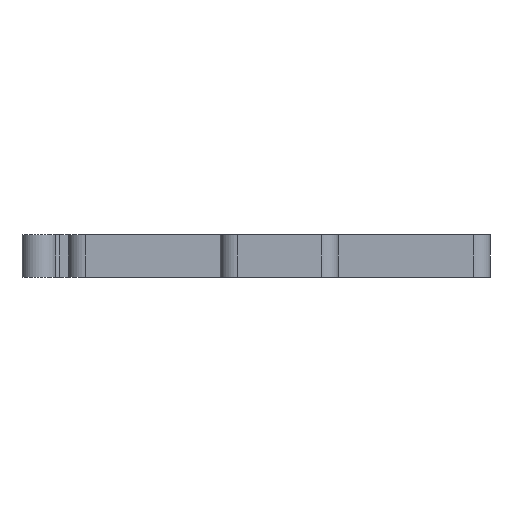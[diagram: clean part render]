
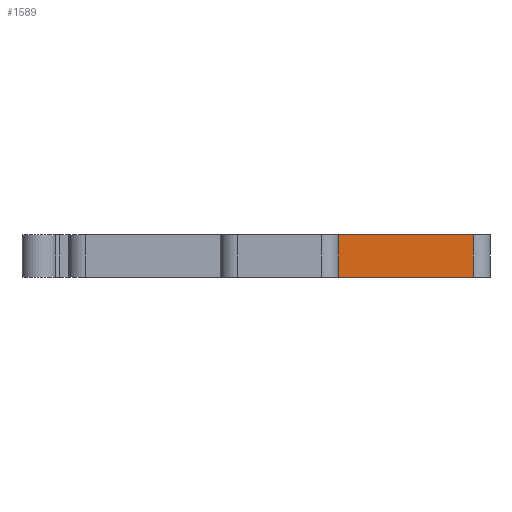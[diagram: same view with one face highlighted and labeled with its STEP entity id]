
A CAD part, front view. The second image highlights one B-rep face of the part: STEP entity #1589.
In plain terms, the highlighted planar face has unit normal (0, -1, 0).
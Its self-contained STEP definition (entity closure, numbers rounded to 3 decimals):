
#109=PLANE('',#1762);
#166=FACE_OUTER_BOUND('',#251,.T.);
#251=EDGE_LOOP('',(#1387,#1388,#1389,#1390));
#303=LINE('',#2378,#452);
#389=LINE('',#2648,#538);
#397=LINE('',#2679,#546);
#403=LINE('',#2691,#552);
#452=VECTOR('',#1883,10.);
#538=VECTOR('',#2135,10.);
#546=VECTOR('',#2165,10.);
#552=VECTOR('',#2183,10.);
#708=VERTEX_POINT('',#2375);
#709=VERTEX_POINT('',#2377);
#809=VERTEX_POINT('',#2645);
#810=VERTEX_POINT('',#2647);
#868=EDGE_CURVE('',#708,#709,#303,.T.);
#1006=EDGE_CURVE('',#809,#810,#389,.T.);
#1023=EDGE_CURVE('',#809,#709,#397,.T.);
#1029=EDGE_CURVE('',#708,#810,#403,.T.);
#1387=ORIENTED_EDGE('',*,*,#1023,.T.);
#1388=ORIENTED_EDGE('',*,*,#868,.F.);
#1389=ORIENTED_EDGE('',*,*,#1029,.T.);
#1390=ORIENTED_EDGE('',*,*,#1006,.F.);
#1589=ADVANCED_FACE('',(#166),#109,.T.);
#1762=AXIS2_PLACEMENT_3D('',#2690,#2181,#2182);
#1883=DIRECTION('',(-1.,0.,0.));
#2135=DIRECTION('',(1.,0.,0.));
#2165=DIRECTION('',(0.,0.,-1.));
#2181=DIRECTION('center_axis',(0.,-1.,0.));
#2182=DIRECTION('ref_axis',(1.,0.,0.));
#2183=DIRECTION('',(0.,0.,1.));
#2375=CARTESIAN_POINT('',(22.6,-25.2,0.));
#2377=CARTESIAN_POINT('',(4.6,-25.2,0.));
#2378=CARTESIAN_POINT('',(-0.4,-25.2,0.));
#2645=CARTESIAN_POINT('',(4.6,-25.2,5.));
#2647=CARTESIAN_POINT('',(22.6,-25.2,5.));
#2648=CARTESIAN_POINT('',(-0.4,-25.2,5.));
#2679=CARTESIAN_POINT('',(4.6,-25.2,2.5));
#2690=CARTESIAN_POINT('Origin',(-23.4,-25.2,0.));
#2691=CARTESIAN_POINT('',(22.6,-25.2,0.));
